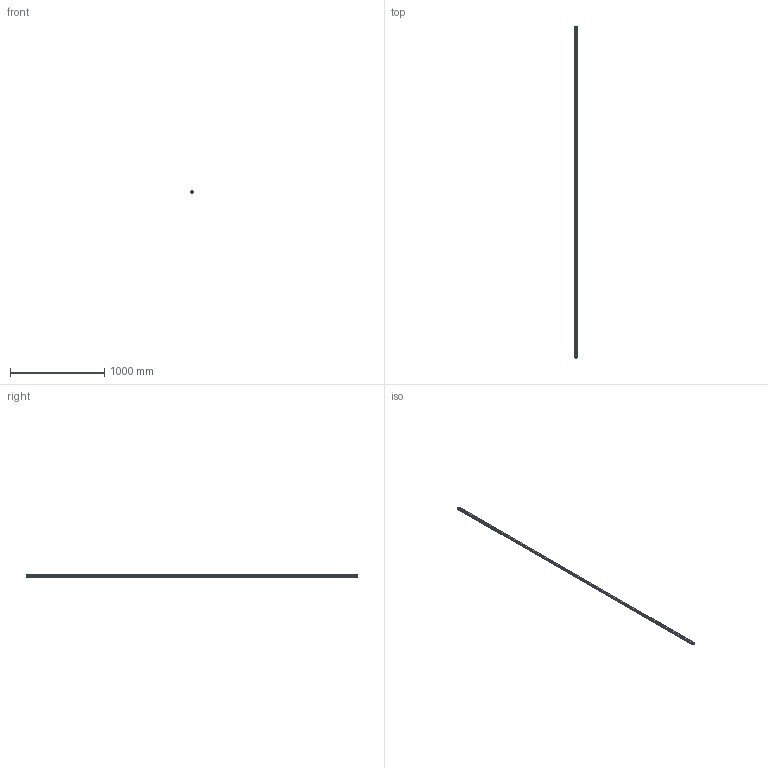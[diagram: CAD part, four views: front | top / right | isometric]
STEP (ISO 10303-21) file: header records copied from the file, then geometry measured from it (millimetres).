
FILE_DESCRIPTION(('STEP AP214'),'1');
FILE_NAME('cctmp_B3250A50-44F2-41F4-9530-3790DEB6B85E_2020_6_9_13_25_26_196..stp','2020-06-09T11:25:26',('HIWIN GmbH'),('CADClick - www.CADClick.com'),'Spatial InterOp 3D',' ','unknown authorization');
FILE_SCHEMA(('AUTOMOTIVE_DESIGN'));
Length unit declared in the file: millimetre
Products named in the file (1): HGR25R3530H_FILE
Bounding box: 23 x 3530 x 22 mm (x, y, z)
Volume: 1467338.2 mm3; surface area: 362561.6 mm2
Topology: 1 solids, 1 shells, 819 faces, 2085 edges, 1390 vertices
Faces by surface type: plane 443, cylinder 376
Entity records: 31979 total; most frequent: DIRECTION 4949, CARTESIAN_POINT 4295, ORIENTED_EDGE 4170, EDGE_CURVE 2085, AXIS2_PLACEMENT_3D 2044, VERTEX_POINT 1390, CIRCLE 988, EDGE_LOOP 941
